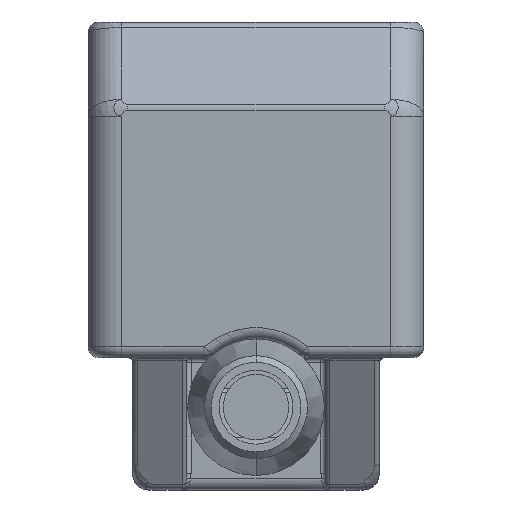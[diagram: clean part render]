
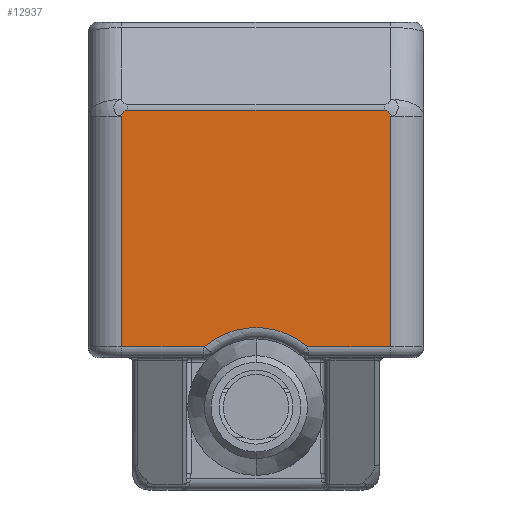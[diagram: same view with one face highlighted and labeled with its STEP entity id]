
A CAD part, front view. The second image highlights one B-rep face of the part: STEP entity #12937.
In plain terms, the highlighted planar face has unit normal (0, -1, 0).
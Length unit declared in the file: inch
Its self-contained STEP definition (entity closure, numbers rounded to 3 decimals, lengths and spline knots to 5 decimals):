
#976=DIRECTION('',(0.,0.,-1.));
#977=VECTOR('',#976,0.40544);
#978=CARTESIAN_POINT('',(-0.23622,-0.67913,
0.1574));
#979=LINE('',#978,#977);
#989=CARTESIAN_POINT('',(-0.23622,-0.67913,
0.1574));
#990=CARTESIAN_POINT('',(-0.23608,-0.67913,
0.16249));
#991=CARTESIAN_POINT('',(-0.23076,-0.67913,
0.16795));
#992=CARTESIAN_POINT('',(-0.22567,-0.67913,
0.16795));
#994=CARTESIAN_POINT('',(0.23622,-0.67913,
0.1574));
#995=CARTESIAN_POINT('',(0.23608,-0.67913,
0.16249));
#996=CARTESIAN_POINT('',(0.23076,-0.67913,
0.16795));
#997=CARTESIAN_POINT('',(0.22567,-0.67913,
0.16795));
#1003=DIRECTION('',(0.,0.,1.));
#1004=VECTOR('',#1003,0.40544);
#1005=CARTESIAN_POINT('',(0.23622,-0.67913,
-0.24803));
#1006=LINE('',#1005,#1004);
#1138=DIRECTION('',(-1.,0.,0.));
#1139=VECTOR('',#1138,0.14548);
#1140=CARTESIAN_POINT('',(0.23622,-0.67913,
-0.24803));
#1141=LINE('',#1140,#1139);
#1151=CARTESIAN_POINT('',(0.09074,-0.67913,
-0.24803));
#1184=CARTESIAN_POINT('',(0.,-0.67913,-0.35433));
#1185=DIRECTION('',(0.,1.,0.));
#1186=DIRECTION('',(-0.649,0.,0.761));
#1187=AXIS2_PLACEMENT_3D('',#1184,#1185,#1186);
#1201=CARTESIAN_POINT('',(-0.09074,-0.67913,
-0.24803));
#1226=DIRECTION('',(-1.,0.,0.));
#1227=VECTOR('',#1226,0.14548);
#1228=CARTESIAN_POINT('',(-0.09074,-0.67913,
-0.24803));
#1229=LINE('',#1228,#1227);
#2060=DIRECTION('',(-1.,0.,0.));
#2061=VECTOR('',#2060,0.45134);
#2062=CARTESIAN_POINT('',(0.22567,-0.67913,
0.16795));
#2063=LINE('',#2062,#2061);
#9251=VERTEX_POINT('',#994);
#9252=VERTEX_POINT('',#997);
#9258=CARTESIAN_POINT('',(-0.22567,-0.67913,
0.16795));
#9259=VERTEX_POINT('',#9258);
#9260=VERTEX_POINT('',#989);
#10812=CARTESIAN_POINT('',(0.23622,-0.67913,
-0.24803));
#10813=VERTEX_POINT('',#10812);
#10830=CARTESIAN_POINT('',(-0.23622,-0.67913,
-0.24803));
#10831=VERTEX_POINT('',#10830);
#10839=VERTEX_POINT('',#1151);
#10841=VERTEX_POINT('',#1201);
#12915=CARTESIAN_POINT('',(-0.29528,-0.67913,
0.01969));
#12916=DIRECTION('',(0.,-1.,0.));
#12917=DIRECTION('',(1.,0.,0.));
#12918=AXIS2_PLACEMENT_3D('',#12915,#12916,#12917);
#12919=PLANE('',#12918);
#12921=ORIENTED_EDGE('',*,*,#12920,.F.);
#12923=ORIENTED_EDGE('',*,*,#12922,.T.);
#12925=ORIENTED_EDGE('',*,*,#12924,.F.);
#12927=ORIENTED_EDGE('',*,*,#12926,.T.);
#12928=ORIENTED_EDGE('',*,*,#12905,.F.);
#12930=ORIENTED_EDGE('',*,*,#12929,.T.);
#12932=ORIENTED_EDGE('',*,*,#12931,.F.);
#12934=ORIENTED_EDGE('',*,*,#12933,.F.);
#12935=EDGE_LOOP('',(#12921,#12923,#12925,#12927,#12928,#12930,#12932,#12934));
#12936=FACE_OUTER_BOUND('',#12935,.F.);
#12937=ADVANCED_FACE('',(#12936),#12919,.T.);
#993=B_SPLINE_CURVE_WITH_KNOTS('',3,(#989,#990,#991,#992),.UNSPECIFIED.,.F.,.F.,
(4,4),(0.,1.),.UNSPECIFIED.);
#998=B_SPLINE_CURVE_WITH_KNOTS('',3,(#994,#995,#996,#997),.UNSPECIFIED.,.F.,.F.,
(4,4),(0.,1.),.UNSPECIFIED.);
#1188=CIRCLE('',#1187,0.13976);
#12905=EDGE_CURVE('',#9260,#10831,#979,.T.);
#12920=EDGE_CURVE('',#10813,#9251,#1006,.T.);
#12922=EDGE_CURVE('',#10813,#10839,#1141,.T.);
#12924=EDGE_CURVE('',#10841,#10839,#1188,.T.);
#12926=EDGE_CURVE('',#10841,#10831,#1229,.T.);
#12929=EDGE_CURVE('',#9260,#9259,#993,.T.);
#12931=EDGE_CURVE('',#9252,#9259,#2063,.T.);
#12933=EDGE_CURVE('',#9251,#9252,#998,.T.);
